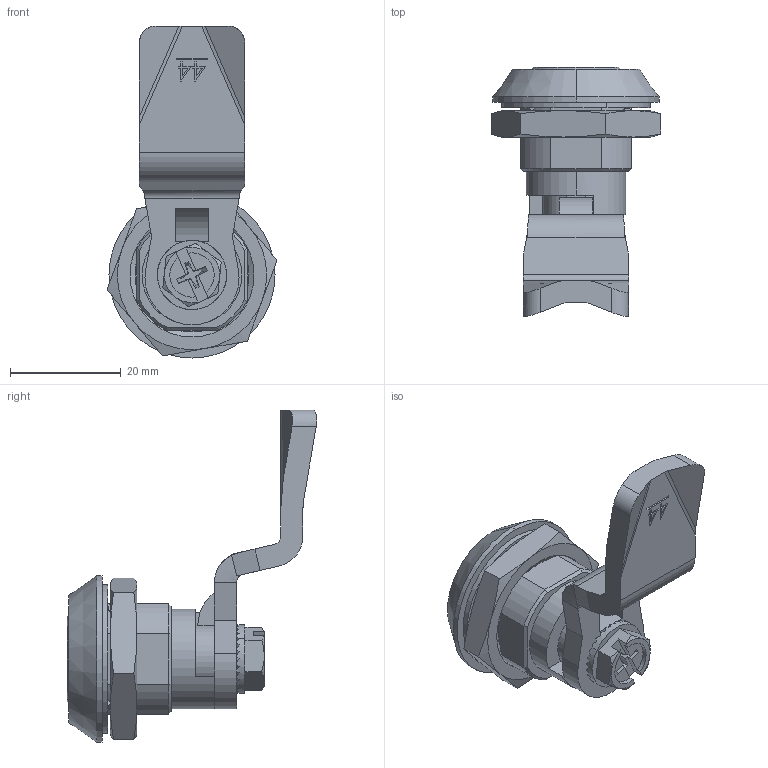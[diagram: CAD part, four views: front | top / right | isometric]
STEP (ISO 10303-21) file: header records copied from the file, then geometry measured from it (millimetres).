
FILE_DESCRIPTION (( 'STEP AP214' ), '1' );
FILE_NAME ('063.M.F.03.44.STEP', '2022-07-25T09:44:36', ( '' ), ( '' ), 'SwSTEP 2.0', 'SolidWorks 2021', '' );
FILE_SCHEMA (( 'AUTOMOTIVE_DESIGN' ));
Length unit declared in the file: millimetre
Products named in the file (4): 44 DﾝL_Varsay考an; 063.M.F.03.44; 063; Toplu Dil-1_44
Assembly tree (3 placements, depth 3):
  063.M.F.03.44
    063
    Toplu Dil-1_44
      44 DﾝL_Varsay考an
Bounding box: 30.72 x 45.1 x 60 mm (x, y, z)
Volume: 14472.3 mm3; surface area: 11937.4 mm2
Topology: 7 solids, 7 shells, 499 faces, 1358 edges, 890 vertices
Faces by surface type: plane 367, cylinder 84, cone 34, bspline 10, sphere 4
Entity records: 21554 total; most frequent: CARTESIAN_POINT 4540, ORIENTED_EDGE 2716, DIRECTION 2394, EDGE_CURVE 1358, VERTEX_POINT 890, VECTOR 860, LINE 860, AXIS2_PLACEMENT_3D 767
